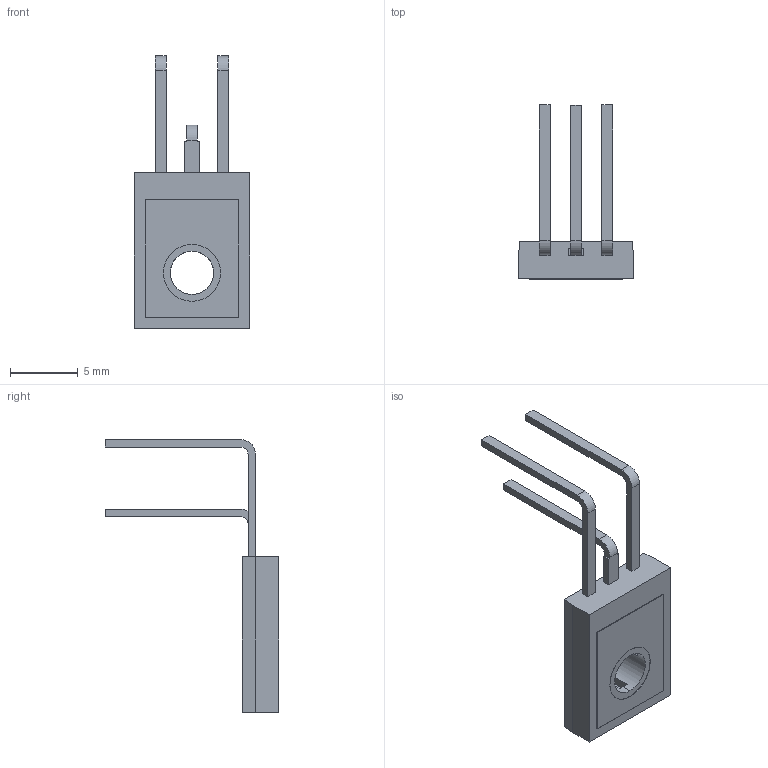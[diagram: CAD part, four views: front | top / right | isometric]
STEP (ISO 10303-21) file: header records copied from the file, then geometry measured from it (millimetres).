
FILE_DESCRIPTION (( 'STEP AP214' ), '1' );
FILE_NAME ('TO126-3_90.STEP', '2024-08-20T16:41:02', ( '' ), ( '' ), 'SwSTEP 2.0', 'SolidWorks 2013', '' );
FILE_SCHEMA (( 'AUTOMOTIVE_DESIGN' ));
Length unit declared in the file: millimetre
Products named in the file (1): TO126-3_90
Bounding box: 8.5 x 12.82 x 20.13 mm (x, y, z)
Volume: 262.2 mm3; surface area: 460.9 mm2
Topology: 1 solids, 1 shells, 215 faces, 603 edges, 402 vertices
Faces by surface type: plane 205, cylinder 10
Entity records: 9019 total; most frequent: CARTESIAN_POINT 1221, ORIENTED_EDGE 1206, DIRECTION 1061, EDGE_CURVE 603, LINE 577, VECTOR 577, VERTEX_POINT 402, AXIS2_PLACEMENT_3D 242
